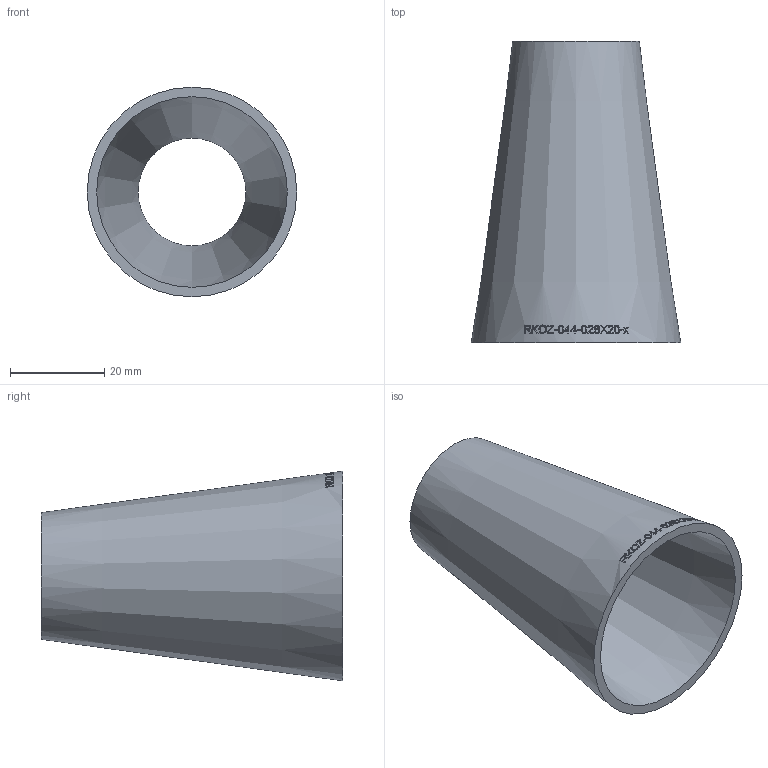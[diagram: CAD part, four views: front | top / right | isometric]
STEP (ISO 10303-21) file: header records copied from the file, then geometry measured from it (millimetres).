
FILE_DESCRIPTION (( 'STEP AP214' ), '1' );
FILE_NAME ('RKOZ-044-026X20-x Reduzierung aus Blech ISO-sonstige 2007.STEP', '2020-07-20T14:29:31', ( '' ), ( '' ), 'SwSTEP 2.0', 'SolidWorks 2019', '' );
FILE_SCHEMA (( 'AUTOMOTIVE_DESIGN' ));
Length unit declared in the file: millimetre
Products named in the file (1): RKOZ-044-026X20-x Reduzierung aus Blech ISO-sonstige 2007
Bounding box: 44.5 x 64 x 44.5 mm (x, y, z)
Volume: 13677.7 mm3; surface area: 14104.2 mm2
Topology: 1 solids, 1 shells, 223 faces, 588 edges, 392 vertices
Faces by surface type: bspline 194, cone 27, plane 2
Entity records: 19954 total; most frequent: CARTESIAN_POINT 13807, ORIENTED_EDGE 1172, EDGE_CURVE 586, B_SPLINE_CURVE_WITH_KNOTS 582, VERTEX_POINT 392, EDGE_LOOP 252, FACE_OUTER_BOUND 223, ADVANCED_FACE 223
